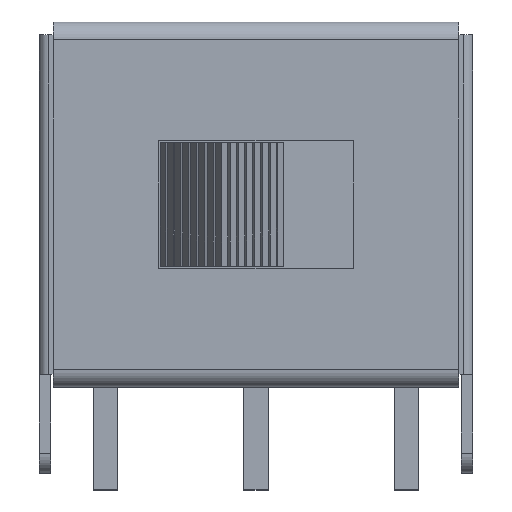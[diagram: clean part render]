
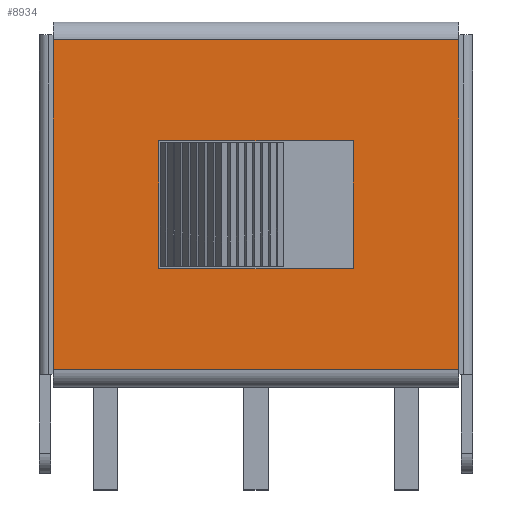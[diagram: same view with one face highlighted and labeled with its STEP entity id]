
A CAD part, top view. The second image highlights one B-rep face of the part: STEP entity #8934.
In plain terms, the highlighted planar face has unit normal (0, 0, 1).
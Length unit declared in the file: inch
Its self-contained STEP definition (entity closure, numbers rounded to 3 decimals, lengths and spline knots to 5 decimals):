
#8429=CARTESIAN_POINT('',(-0.25,-0.20295,0.31417));
#8430=VERTEX_POINT('',#8429);
#8438=CARTESIAN_POINT('',(-0.25,0.20295,0.31417));
#8439=VERTEX_POINT('',#8438);
#8440=CARTESIAN_POINT('',(-0.25,-0.20295,0.31417));
#8441=DIRECTION('',(0.0,1.0,0.0));
#8442=VECTOR('',#8441,0.40591);
#8443=LINE('',#8440,#8442);
#8444=EDGE_CURVE('',#8430,#8439,#8443,.T.);
#8859=CARTESIAN_POINT('',(0.25,-0.20295,0.31417));
#8860=VERTEX_POINT('',#8859);
#8868=CARTESIAN_POINT('',(0.25,-0.20295,0.31417));
#8869=DIRECTION('',(-1.0,0.0,0.0));
#8870=VECTOR('',#8869,0.5);
#8871=LINE('',#8868,#8870);
#8872=EDGE_CURVE('',#8860,#8430,#8871,.T.);
#8877=CARTESIAN_POINT('',(0.275,0.22325,0.31417));
#8878=DIRECTION('',(0.0,0.0,1.0));
#8879=DIRECTION('',(1.0,0.0,0.0));
#8880=AXIS2_PLACEMENT_3D('',#8877,#8878,#8879);
#8881=PLANE('',#8880);
#8882=ORIENTED_EDGE('',*,*,#8872,.F.);
#8883=CARTESIAN_POINT('',(0.25,0.20295,0.31417));
#8884=VERTEX_POINT('',#8883);
#8885=CARTESIAN_POINT('',(0.25,0.20295,0.31417));
#8886=DIRECTION('',(0.0,-1.0,0.0));
#8887=VECTOR('',#8886,0.40591);
#8888=LINE('',#8885,#8887);
#8889=EDGE_CURVE('',#8884,#8860,#8888,.T.);
#8890=ORIENTED_EDGE('',*,*,#8889,.F.);
#8891=CARTESIAN_POINT('',(-0.25,0.20295,0.31417));
#8892=DIRECTION('',(1.0,0.0,0.0));
#8893=VECTOR('',#8892,0.5);
#8894=LINE('',#8891,#8893);
#8895=EDGE_CURVE('',#8439,#8884,#8894,.T.);
#8896=ORIENTED_EDGE('',*,*,#8895,.F.);
#8897=ORIENTED_EDGE('',*,*,#8444,.F.);
#8898=EDGE_LOOP('',(#8882,#8890,#8896,#8897));
#8899=FACE_OUTER_BOUND('',#8898,.T.);
#8900=CARTESIAN_POINT('',(-0.12008,-0.07874,0.31417));
#8901=VERTEX_POINT('',#8900);
#8902=CARTESIAN_POINT('',(-0.12008,0.07874,0.31417));
#8903=VERTEX_POINT('',#8902);
#8904=CARTESIAN_POINT('',(-0.12008,-0.07874,0.31417));
#8905=DIRECTION('',(0.0,1.0,0.0));
#8906=VECTOR('',#8905,0.15748);
#8907=LINE('',#8904,#8906);
#8908=EDGE_CURVE('',#8901,#8903,#8907,.T.);
#8909=ORIENTED_EDGE('',*,*,#8908,.T.);
#8910=CARTESIAN_POINT('',(0.12008,0.07874,0.31417));
#8911=VERTEX_POINT('',#8910);
#8912=CARTESIAN_POINT('',(-0.12008,0.07874,0.31417));
#8913=DIRECTION('',(1.0,0.0,0.0));
#8914=VECTOR('',#8913,0.24016);
#8915=LINE('',#8912,#8914);
#8916=EDGE_CURVE('',#8903,#8911,#8915,.T.);
#8917=ORIENTED_EDGE('',*,*,#8916,.T.);
#8918=CARTESIAN_POINT('',(0.12008,-0.07874,0.31417));
#8919=VERTEX_POINT('',#8918);
#8920=CARTESIAN_POINT('',(0.12008,0.07874,0.31417));
#8921=DIRECTION('',(0.0,-1.0,0.0));
#8922=VECTOR('',#8921,0.15748);
#8923=LINE('',#8920,#8922);
#8924=EDGE_CURVE('',#8911,#8919,#8923,.T.);
#8925=ORIENTED_EDGE('',*,*,#8924,.T.);
#8926=CARTESIAN_POINT('',(0.12008,-0.07874,0.31417));
#8927=DIRECTION('',(-1.0,0.0,0.0));
#8928=VECTOR('',#8927,0.24016);
#8929=LINE('',#8926,#8928);
#8930=EDGE_CURVE('',#8919,#8901,#8929,.T.);
#8931=ORIENTED_EDGE('',*,*,#8930,.T.);
#8932=EDGE_LOOP('',(#8909,#8917,#8925,#8931));
#8933=FACE_BOUND('',#8932,.T.);
#8934=ADVANCED_FACE('',(#8899,#8933),#8881,.T.);
